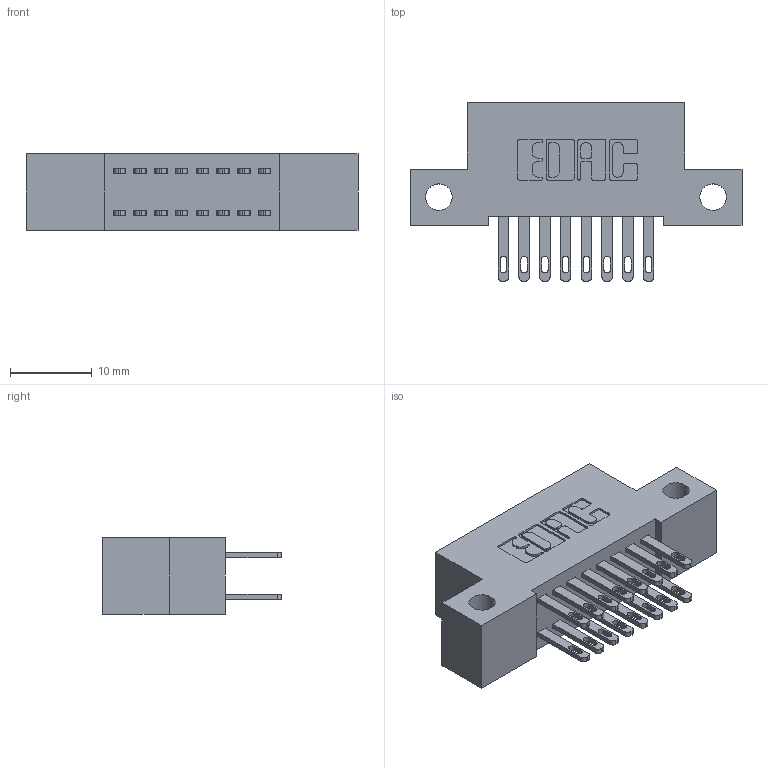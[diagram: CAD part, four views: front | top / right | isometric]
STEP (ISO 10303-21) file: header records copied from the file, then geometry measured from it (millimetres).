
FILE_DESCRIPTION (( 'STEP AP203' ), '1' );
FILE_NAME ('342-016-500-212.STEP', '2018-08-10T19:18:19', ( '' ), ( '' ), 'SwSTEP 2.0', 'SolidWorks 2016', '' );
FILE_SCHEMA (( 'CONFIG_CONTROL_DESIGN' ));
Length unit declared in the file: inch
Products named in the file (3): 342 Part_Side Mount; 345-292-001_345-293-100; 342-016-500-212
Assembly tree (17 placements, depth 2):
  342-016-500-212
    342 Part_Side Mount
    345-292-001_345-293-100  x16
Bounding box: 40.64 x 21.85 x 9.4 mm (x, y, z)
Volume: 3465.5 mm3; surface area: 4796.7 mm2
Topology: 17 solids, 17 shells, 878 faces, 2651 edges, 1766 vertices
Faces by surface type: plane 546, cylinder 332
Entity records: 9345 total; most frequent: CARTESIAN_POINT 1586, ORIENTED_EDGE 1522, DIRECTION 1417, EDGE_CURVE 761, LINE 629, VECTOR 629, VERTEX_POINT 506, AXIS2_PLACEMENT_3D 394
